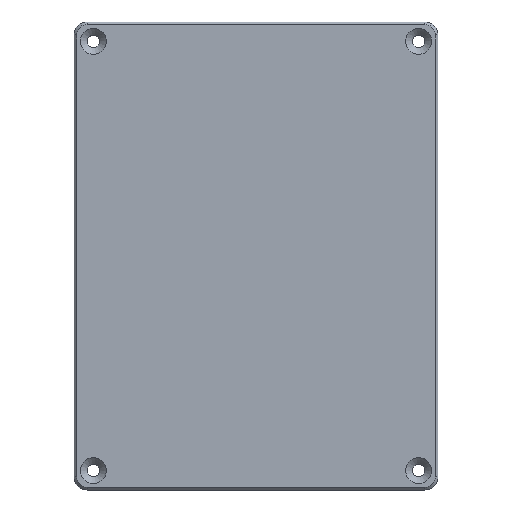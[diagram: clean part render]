
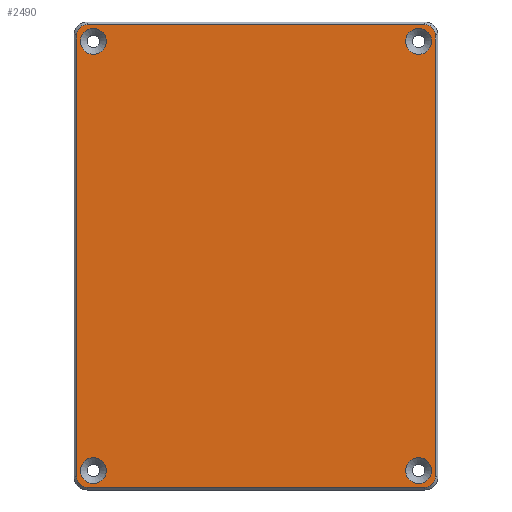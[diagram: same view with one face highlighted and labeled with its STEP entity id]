
A CAD part, top view. The second image highlights one B-rep face of the part: STEP entity #2490.
In plain terms, the highlighted planar face has unit normal (0, 0, 1).
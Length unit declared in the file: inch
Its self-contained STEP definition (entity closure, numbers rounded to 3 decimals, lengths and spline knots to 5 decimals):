
#129=FACE_BOUND('',#872,.T.);
#130=FACE_BOUND('',#873,.T.);
#131=FACE_BOUND('',#874,.T.);
#132=FACE_BOUND('',#875,.T.);
#311=LINE('',#4453,#506);
#316=LINE('',#4465,#511);
#318=LINE('',#4469,#513);
#319=LINE('',#4473,#514);
#506=VECTOR('',#3580,0.3937);
#511=VECTOR('',#3595,0.3937);
#513=VECTOR('',#3599,0.3937);
#514=VECTOR('',#3602,0.3937);
#569=PLANE('',#2807);
#711=FACE_OUTER_BOUND('',#871,.T.);
#871=EDGE_LOOP('',(#2294,#2295,#2296,#2297,#2298,#2299,#2300,#2301));
#872=EDGE_LOOP('',(#2302));
#873=EDGE_LOOP('',(#2303));
#874=EDGE_LOOP('',(#2304));
#875=EDGE_LOOP('',(#2305));
#1029=CIRCLE('',#2795,0.125);
#1030=CIRCLE('',#2797,0.125);
#1031=CIRCLE('',#2799,0.1);
#1033=CIRCLE('',#2803,0.1);
#1034=CIRCLE('',#2808,0.1);
#1035=CIRCLE('',#2809,0.1);
#1036=CIRCLE('',#2810,0.125);
#1037=CIRCLE('',#2811,0.125);
#1247=VERTEX_POINT('',#4436);
#1248=VERTEX_POINT('',#4440);
#1249=VERTEX_POINT('',#4444);
#1250=VERTEX_POINT('',#4446);
#1252=VERTEX_POINT('',#4452);
#1253=VERTEX_POINT('',#4457);
#1254=VERTEX_POINT('',#4464);
#1255=VERTEX_POINT('',#4468);
#1256=VERTEX_POINT('',#4470);
#1257=VERTEX_POINT('',#4472);
#1258=VERTEX_POINT('',#4475);
#1259=VERTEX_POINT('',#4477);
#1590=EDGE_CURVE('',#1247,#1247,#1029,.T.);
#1592=EDGE_CURVE('',#1248,#1248,#1030,.T.);
#1595=EDGE_CURVE('',#1249,#1250,#1031,.T.);
#1598=EDGE_CURVE('',#1250,#1252,#311,.T.);
#1601=EDGE_CURVE('',#1252,#1253,#1033,.T.);
#1604=EDGE_CURVE('',#1253,#1254,#316,.T.);
#1606=EDGE_CURVE('',#1255,#1249,#318,.T.);
#1607=EDGE_CURVE('',#1256,#1255,#1034,.T.);
#1608=EDGE_CURVE('',#1257,#1256,#319,.T.);
#1609=EDGE_CURVE('',#1254,#1257,#1035,.T.);
#1610=EDGE_CURVE('',#1258,#1258,#1036,.T.);
#1611=EDGE_CURVE('',#1259,#1259,#1037,.T.);
#2294=ORIENTED_EDGE('',*,*,#1604,.F.);
#2295=ORIENTED_EDGE('',*,*,#1601,.F.);
#2296=ORIENTED_EDGE('',*,*,#1598,.F.);
#2297=ORIENTED_EDGE('',*,*,#1595,.F.);
#2298=ORIENTED_EDGE('',*,*,#1606,.F.);
#2299=ORIENTED_EDGE('',*,*,#1607,.F.);
#2300=ORIENTED_EDGE('',*,*,#1608,.F.);
#2301=ORIENTED_EDGE('',*,*,#1609,.F.);
#2302=ORIENTED_EDGE('',*,*,#1592,.F.);
#2303=ORIENTED_EDGE('',*,*,#1590,.F.);
#2304=ORIENTED_EDGE('',*,*,#1610,.F.);
#2305=ORIENTED_EDGE('',*,*,#1611,.F.);
#2490=ADVANCED_FACE('',(#711,#129,#130,#131,#132),#569,.T.);
#2795=AXIS2_PLACEMENT_3D('',#4437,#3562,#3563);
#2797=AXIS2_PLACEMENT_3D('',#4441,#3567,#3568);
#2799=AXIS2_PLACEMENT_3D('',#4447,#3573,#3574);
#2803=AXIS2_PLACEMENT_3D('',#4458,#3585,#3586);
#2807=AXIS2_PLACEMENT_3D('',#4467,#3597,#3598);
#2808=AXIS2_PLACEMENT_3D('',#4471,#3600,#3601);
#2809=AXIS2_PLACEMENT_3D('',#4474,#3603,#3604);
#2810=AXIS2_PLACEMENT_3D('',#4476,#3605,#3606);
#2811=AXIS2_PLACEMENT_3D('',#4478,#3607,#3608);
#3562=DIRECTION('center_axis',(0.,0.,1.));
#3563=DIRECTION('ref_axis',(1.,0.,0.));
#3567=DIRECTION('center_axis',(0.,0.,1.));
#3568=DIRECTION('ref_axis',(1.,0.,0.));
#3573=DIRECTION('center_axis',(0.,0.,-1.));
#3574=DIRECTION('ref_axis',(0.,1.,0.));
#3580=DIRECTION('',(1.,0.,0.));
#3585=DIRECTION('center_axis',(0.,0.,-1.));
#3586=DIRECTION('ref_axis',(1.,0.,0.));
#3595=DIRECTION('',(0.,-1.,0.));
#3597=DIRECTION('center_axis',(0.,0.,1.));
#3598=DIRECTION('ref_axis',(1.,0.,0.));
#3599=DIRECTION('',(0.,1.,0.));
#3600=DIRECTION('center_axis',(0.,0.,-1.));
#3601=DIRECTION('ref_axis',(-1.,0.,0.));
#3602=DIRECTION('',(-1.,0.,0.));
#3603=DIRECTION('center_axis',(0.,0.,-1.));
#3604=DIRECTION('ref_axis',(0.,-1.,0.));
#3605=DIRECTION('center_axis',(0.,0.,1.));
#3606=DIRECTION('ref_axis',(1.,0.,0.));
#3607=DIRECTION('center_axis',(0.,0.,1.));
#3608=DIRECTION('ref_axis',(1.,0.,0.));
#4436=CARTESIAN_POINT('',(0.06096,4.31404,1.05));
#4437=CARTESIAN_POINT('Origin',(0.18596,4.31404,1.05));
#4440=CARTESIAN_POINT('',(3.18904,4.31404,1.05));
#4441=CARTESIAN_POINT('Origin',(3.31404,4.31404,1.05));
#4444=CARTESIAN_POINT('',(0.025,4.375,1.05));
#4446=CARTESIAN_POINT('',(0.125,4.475,1.05));
#4447=CARTESIAN_POINT('Origin',(0.125,4.375,1.05));
#4452=CARTESIAN_POINT('',(3.375,4.475,1.05));
#4453=CARTESIAN_POINT('',(2.5625,4.475,1.05));
#4457=CARTESIAN_POINT('',(3.475,4.375,1.05));
#4458=CARTESIAN_POINT('Origin',(3.375,4.375,1.05));
#4464=CARTESIAN_POINT('',(3.475,0.125,1.05));
#4465=CARTESIAN_POINT('',(3.475,0.6875,1.05));
#4467=CARTESIAN_POINT('Origin',(1.75,1.25,1.05));
#4468=CARTESIAN_POINT('',(0.025,0.125,1.05));
#4469=CARTESIAN_POINT('',(0.025,1.8125,1.05));
#4470=CARTESIAN_POINT('',(0.125,0.025,1.05));
#4471=CARTESIAN_POINT('Origin',(0.125,0.125,1.05));
#4472=CARTESIAN_POINT('',(3.375,0.025,1.05));
#4473=CARTESIAN_POINT('',(0.9375,0.025,1.05));
#4474=CARTESIAN_POINT('Origin',(3.375,0.125,1.05));
#4475=CARTESIAN_POINT('',(0.06096,0.18596,1.05));
#4476=CARTESIAN_POINT('Origin',(0.18596,0.18596,1.05));
#4477=CARTESIAN_POINT('',(3.18904,0.18596,1.05));
#4478=CARTESIAN_POINT('Origin',(3.31404,0.18596,1.05));
